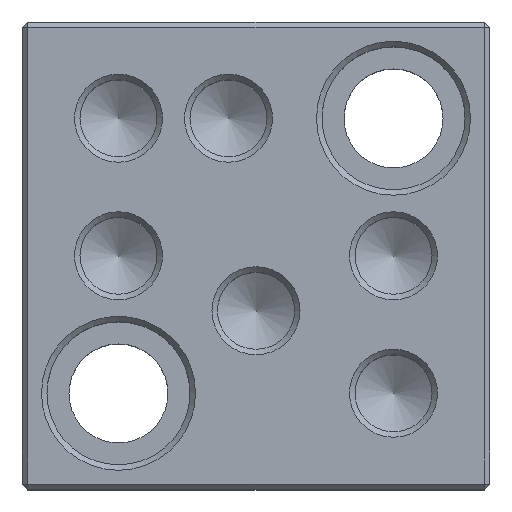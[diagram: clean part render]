
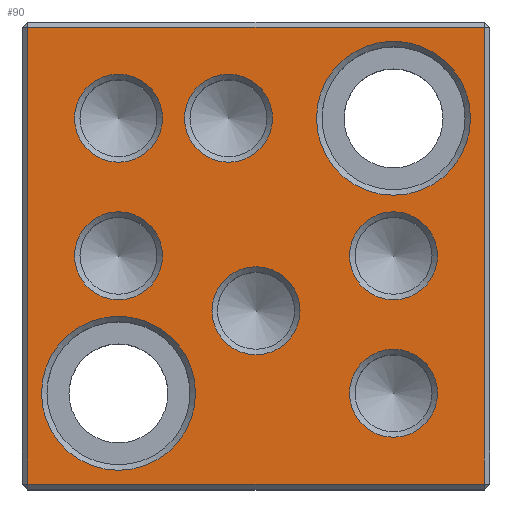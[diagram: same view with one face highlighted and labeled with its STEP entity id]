
A CAD part, top view. The second image highlights one B-rep face of the part: STEP entity #90.
In plain terms, the highlighted planar face has unit normal (0, 0, 1).
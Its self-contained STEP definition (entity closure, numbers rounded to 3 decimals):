
#90 = ADVANCED_FACE( '', ( #167, #168, #169, #170, #171, #172, #173, #174, #175 ), #176, .F. );
#167 = FACE_BOUND( '', #313, .T. );
#168 = FACE_BOUND( '', #314, .T. );
#169 = FACE_BOUND( '', #315, .T. );
#170 = FACE_BOUND( '', #316, .T. );
#171 = FACE_BOUND( '', #317, .T. );
#172 = FACE_BOUND( '', #318, .T. );
#173 = FACE_BOUND( '', #319, .T. );
#174 = FACE_BOUND( '', #320, .T. );
#175 = FACE_OUTER_BOUND( '', #321, .T. );
#176 = PLANE( '', #322 );
#313 = EDGE_LOOP( '', ( #511 ) );
#314 = EDGE_LOOP( '', ( #512 ) );
#315 = EDGE_LOOP( '', ( #513 ) );
#316 = EDGE_LOOP( '', ( #514 ) );
#317 = EDGE_LOOP( '', ( #515 ) );
#318 = EDGE_LOOP( '', ( #516 ) );
#319 = EDGE_LOOP( '', ( #517 ) );
#320 = EDGE_LOOP( '', ( #518 ) );
#321 = EDGE_LOOP( '', ( #519, #520, #521, #522 ) );
#322 = AXIS2_PLACEMENT_3D( '', #523, #524, #525 );
#511 = ORIENTED_EDGE( '', *, *, #780, .T. );
#512 = ORIENTED_EDGE( '', *, *, #781, .T. );
#513 = ORIENTED_EDGE( '', *, *, #782, .T. );
#514 = ORIENTED_EDGE( '', *, *, #783, .T. );
#515 = ORIENTED_EDGE( '', *, *, #784, .T. );
#516 = ORIENTED_EDGE( '', *, *, #779, .T. );
#517 = ORIENTED_EDGE( '', *, *, #775, .T. );
#518 = ORIENTED_EDGE( '', *, *, #777, .T. );
#519 = ORIENTED_EDGE( '', *, *, #785, .T. );
#520 = ORIENTED_EDGE( '', *, *, #786, .T. );
#521 = ORIENTED_EDGE( '', *, *, #787, .T. );
#522 = ORIENTED_EDGE( '', *, *, #754, .T. );
#523 = CARTESIAN_POINT( '', ( -42.5, -42.5, 50. ) );
#524 = DIRECTION( '', ( 0., 0., -1. ) );
#525 = DIRECTION( '', ( -1., 0., 0. ) );
#754 = EDGE_CURVE( '', #840, #842, #844, .T. );
#775 = EDGE_CURVE( '', #878, #878, #879, .T. );
#777 = EDGE_CURVE( '', #882, #882, #883, .T. );
#779 = EDGE_CURVE( '', #886, #886, #887, .T. );
#780 = EDGE_CURVE( '', #888, #888, #889, .T. );
#781 = EDGE_CURVE( '', #890, #890, #891, .T. );
#782 = EDGE_CURVE( '', #892, #892, #893, .T. );
#783 = EDGE_CURVE( '', #894, #894, #895, .T. );
#784 = EDGE_CURVE( '', #896, #896, #897, .T. );
#785 = EDGE_CURVE( '', #842, #898, #899, .T. );
#786 = EDGE_CURVE( '', #898, #900, #901, .T. );
#787 = EDGE_CURVE( '', #900, #840, #902, .T. );
#840 = VERTEX_POINT( '', #976 );
#842 = VERTEX_POINT( '', #979 );
#844 = LINE( '', #982, #983 );
#878 = VERTEX_POINT( '', #1032 );
#879 = CIRCLE( '', #1033, 8. );
#882 = VERTEX_POINT( '', #1036 );
#883 = CIRCLE( '', #1037, 8. );
#886 = VERTEX_POINT( '', #1040 );
#887 = CIRCLE( '', #1041, 14. );
#888 = VERTEX_POINT( '', #1042 );
#889 = CIRCLE( '', #1043, 14. );
#890 = VERTEX_POINT( '', #1044 );
#891 = CIRCLE( '', #1045, 8. );
#892 = VERTEX_POINT( '', #1046 );
#893 = CIRCLE( '', #1047, 8. );
#894 = VERTEX_POINT( '', #1048 );
#895 = CIRCLE( '', #1049, 8. );
#896 = VERTEX_POINT( '', #1050 );
#897 = CIRCLE( '', #1051, 8. );
#898 = VERTEX_POINT( '', #1052 );
#899 = LINE( '', #1053, #1054 );
#900 = VERTEX_POINT( '', #1055 );
#901 = LINE( '', #1056, #1057 );
#902 = LINE( '', #1058, #1059 );
#976 = CARTESIAN_POINT( '', ( -41.5, -41.5, 50. ) );
#979 = CARTESIAN_POINT( '', ( 41.5, -41.5, 50. ) );
#982 = CARTESIAN_POINT( '', ( 42.5, -41.5, 50. ) );
#983 = VECTOR( '', #1151, 1000. );
#1032 = CARTESIAN_POINT( '', ( 17., 0., 50. ) );
#1033 = AXIS2_PLACEMENT_3D( '', #1179, #1180, #1181 );
#1036 = CARTESIAN_POINT( '', ( 17., -25., 50. ) );
#1037 = AXIS2_PLACEMENT_3D( '', #1185, #1186, #1187 );
#1040 = CARTESIAN_POINT( '', ( 11., 25., 50. ) );
#1041 = AXIS2_PLACEMENT_3D( '', #1191, #1192, #1193 );
#1042 = CARTESIAN_POINT( '', ( -39., -25., 50. ) );
#1043 = AXIS2_PLACEMENT_3D( '', #1194, #1195, #1196 );
#1044 = CARTESIAN_POINT( '', ( -33., 25., 50. ) );
#1045 = AXIS2_PLACEMENT_3D( '', #1197, #1198, #1199 );
#1046 = CARTESIAN_POINT( '', ( -33., 0., 50. ) );
#1047 = AXIS2_PLACEMENT_3D( '', #1200, #1201, #1202 );
#1048 = CARTESIAN_POINT( '', ( -8., -10., 50. ) );
#1049 = AXIS2_PLACEMENT_3D( '', #1203, #1204, #1205 );
#1050 = CARTESIAN_POINT( '', ( -13., 25., 50. ) );
#1051 = AXIS2_PLACEMENT_3D( '', #1206, #1207, #1208 );
#1052 = CARTESIAN_POINT( '', ( 41.5, 41.5, 50. ) );
#1053 = CARTESIAN_POINT( '', ( 41.5, 42.5, 50. ) );
#1054 = VECTOR( '', #1209, 1000. );
#1055 = CARTESIAN_POINT( '', ( -41.5, 41.5, 50. ) );
#1056 = CARTESIAN_POINT( '', ( -42.5, 41.5, 50. ) );
#1057 = VECTOR( '', #1210, 1000. );
#1058 = CARTESIAN_POINT( '', ( -41.5, -42.5, 50. ) );
#1059 = VECTOR( '', #1211, 1000. );
#1151 = DIRECTION( '', ( 1., 0., 0. ) );
#1179 = CARTESIAN_POINT( '', ( 25., 0., 50. ) );
#1180 = DIRECTION( '', ( 0., 0., -1. ) );
#1181 = DIRECTION( '', ( -1., 0., 0. ) );
#1185 = CARTESIAN_POINT( '', ( 25., -25., 50. ) );
#1186 = DIRECTION( '', ( 0., 0., -1. ) );
#1187 = DIRECTION( '', ( -1., 0., 0. ) );
#1191 = CARTESIAN_POINT( '', ( 25., 25., 50. ) );
#1192 = DIRECTION( '', ( 0., 0., -1. ) );
#1193 = DIRECTION( '', ( -1., 0., 0. ) );
#1194 = CARTESIAN_POINT( '', ( -25., -25., 50. ) );
#1195 = DIRECTION( '', ( 0., 0., -1. ) );
#1196 = DIRECTION( '', ( -1., 0., 0. ) );
#1197 = CARTESIAN_POINT( '', ( -25., 25., 50. ) );
#1198 = DIRECTION( '', ( 0., 0., -1. ) );
#1199 = DIRECTION( '', ( -1., 0., 0. ) );
#1200 = CARTESIAN_POINT( '', ( -25., 0., 50. ) );
#1201 = DIRECTION( '', ( 0., 0., -1. ) );
#1202 = DIRECTION( '', ( -1., 0., 0. ) );
#1203 = CARTESIAN_POINT( '', ( 0., -10., 50. ) );
#1204 = DIRECTION( '', ( 0., 0., -1. ) );
#1205 = DIRECTION( '', ( -1., 0., 0. ) );
#1206 = CARTESIAN_POINT( '', ( -5., 25., 50. ) );
#1207 = DIRECTION( '', ( 0., 0., -1. ) );
#1208 = DIRECTION( '', ( -1., 0., 0. ) );
#1209 = DIRECTION( '', ( 0., 1., 0. ) );
#1210 = DIRECTION( '', ( -1., 0., 0. ) );
#1211 = DIRECTION( '', ( 0., -1., 0. ) );
